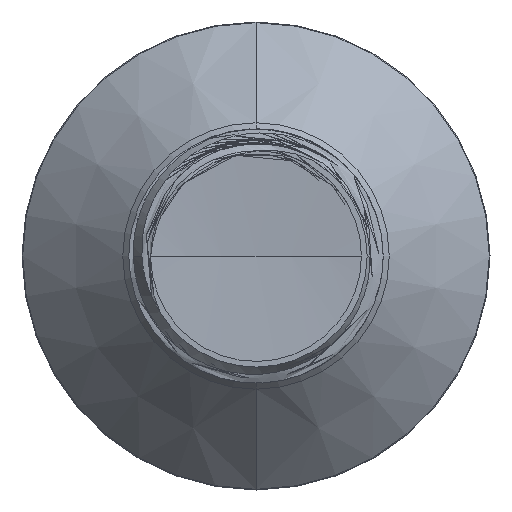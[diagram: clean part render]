
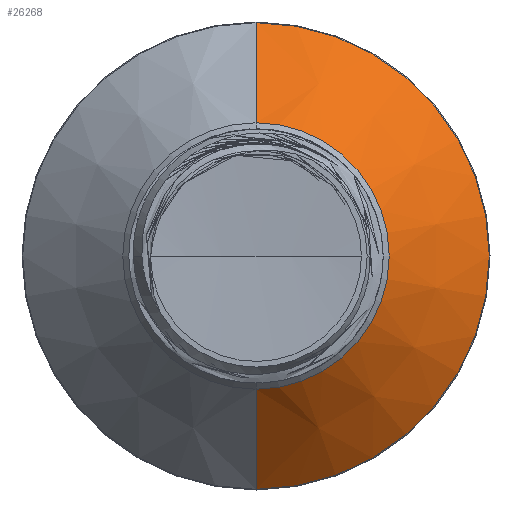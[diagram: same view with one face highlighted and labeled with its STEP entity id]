
A CAD part, front view. The second image highlights one B-rep face of the part: STEP entity #26268.
In plain terms, the highlighted conical face has half-angle 45 degrees and reference radius 2.619 mm.
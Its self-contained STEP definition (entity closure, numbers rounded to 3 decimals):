
#113 = CARTESIAN_POINT ( 'NONE',  ( 0., 18.598, 0. ) ) ;
#296 = VERTEX_POINT ( 'NONE', #23210 ) ;
#1548 = EDGE_CURVE ( 'NONE', #27737, #13033, #18111, .T. ) ;
#2316 = CIRCLE ( 'NONE', #15933, 2.619 ) ;
#2931 = ORIENTED_EDGE ( 'NONE', *, *, #30452, .T. ) ;
#2967 = ORIENTED_EDGE ( 'NONE', *, *, #1548, .T. ) ;
#3015 = ORIENTED_EDGE ( 'NONE', *, *, #24984, .F. ) ;
#3091 = CARTESIAN_POINT ( 'NONE',  ( 0., 16.631, 0. ) ) ;
#3130 = ORIENTED_EDGE ( 'NONE', *, *, #22890, .F. ) ;
#3439 = DIRECTION ( 'NONE',  ( 0., 0., 1. ) ) ;
#3773 = AXIS2_PLACEMENT_3D ( 'NONE', #3091, #9723, #15767 ) ;
#9723 = DIRECTION ( 'NONE',  ( 0., 1., 0. ) ) ;
#10609 = CARTESIAN_POINT ( 'NONE',  ( 0., 18.598, 4.586 ) ) ;
#11636 = DIRECTION ( 'NONE',  ( 0., 1., 0. ) ) ;
#12264 = CARTESIAN_POINT ( 'NONE',  ( 0., 16.631, -2.619 ) ) ;
#12272 = DIRECTION ( 'NONE',  ( 0., 0.707, -0.707 ) ) ;
#13033 = VERTEX_POINT ( 'NONE', #39469 ) ;
#15767 = DIRECTION ( 'NONE',  ( 0., 0., 1. ) ) ;
#15933 = AXIS2_PLACEMENT_3D ( 'NONE', #30718, #11636, #33816 ) ;
#16461 = AXIS2_PLACEMENT_3D ( 'NONE', #113, #22979, #3439 ) ;
#18111 = LINE ( 'NONE', #12264, #26551 ) ;
#19213 = VERTEX_POINT ( 'NONE', #10609 ) ;
#19360 = LINE ( 'NONE', #21461, #35913 ) ;
#21461 = CARTESIAN_POINT ( 'NONE',  ( 0., 16.631, 2.619 ) ) ;
#22890 = EDGE_CURVE ( 'NONE', #296, #19213, #19360, .T. ) ;
#22979 = DIRECTION ( 'NONE',  ( 0., 1., 0. ) ) ;
#23210 = CARTESIAN_POINT ( 'NONE',  ( 0., 16.631, 2.619 ) ) ;
#24984 = EDGE_CURVE ( 'NONE', #19213, #13033, #25284, .T. ) ;
#25284 = CIRCLE ( 'NONE', #16461, 4.586 ) ;
#26268 = ADVANCED_FACE ( 'NONE', ( #27721 ), #41010, .T. ) ;
#26551 = VECTOR ( 'NONE', #12272, 1000. ) ;
#27100 = EDGE_LOOP ( 'NONE', ( #2931, #2967, #3015, #3130 ) ) ;
#27721 = FACE_OUTER_BOUND ( 'NONE', #27100, .T. ) ;
#27737 = VERTEX_POINT ( 'NONE', #32885 ) ;
#30452 = EDGE_CURVE ( 'NONE', #296, #27737, #2316, .T. ) ;
#30718 = CARTESIAN_POINT ( 'NONE',  ( 0., 16.631, 0. ) ) ;
#32885 = CARTESIAN_POINT ( 'NONE',  ( 0., 16.631, -2.619 ) ) ;
#33816 = DIRECTION ( 'NONE',  ( 0., 0., 1. ) ) ;
#35913 = VECTOR ( 'NONE', #36999, 1000. ) ;
#36999 = DIRECTION ( 'NONE',  ( 0., 0.707, 0.707 ) ) ;
#39469 = CARTESIAN_POINT ( 'NONE',  ( 0., 18.598, -4.586 ) ) ;
#41010 = CONICAL_SURFACE ( 'NONE', #3773, 2.619, 0.785 ) ;
